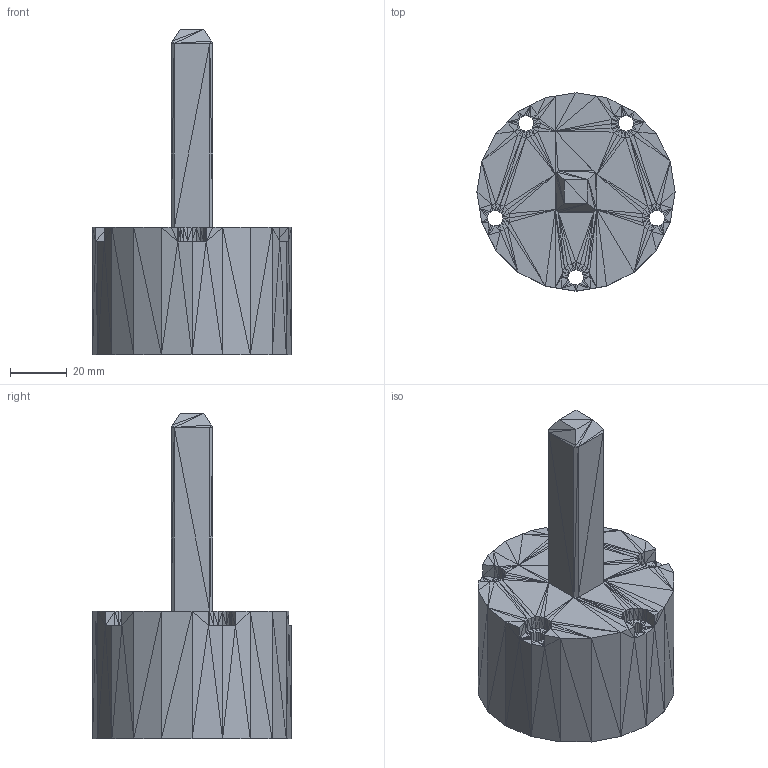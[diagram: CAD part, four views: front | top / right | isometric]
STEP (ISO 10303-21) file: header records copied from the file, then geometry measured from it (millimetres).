
FILE_DESCRIPTION((' Model'),'2;1');
FILE_NAME(' Shape Model','2023-09-24T01:02:27',(''),( ''),' ','','Unknown');
FILE_SCHEMA(('AUTOMOTIVE_DESIGN { 1 0 10303 214 1 1 1 1 }'));
Length unit declared in the file: millimetre
Products named in the file (1):  STEP translator 7.5 1
Bounding box: 70 x 70 x 115 mm (x, y, z)
Surface area: 30255.9 mm2 (no closed solid volume)
Topology: 0 solids, 1 shells, 894 faces, 1341 edges, 439 vertices
Faces by surface type: plane 894
Entity records: 33527 total; most frequent: CARTESIAN_POINT 6698, DIRECTION 4472, ORIENTED_EDGE 2682, LINE 2682, VECTOR 2682, PCURVE 2682, DEFINITIONAL_REPRESENTATION 2682, EDGE_CURVE 1341
